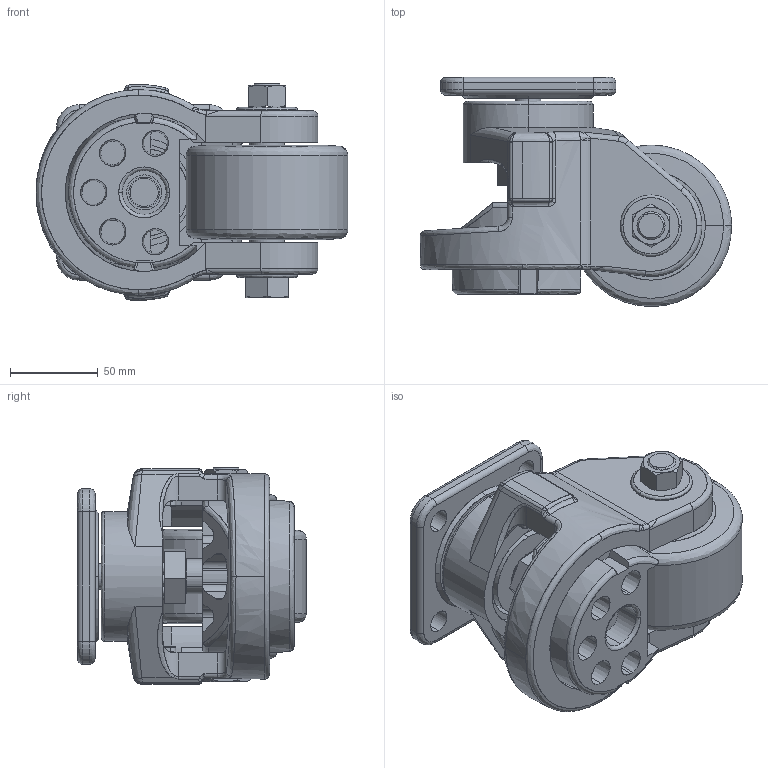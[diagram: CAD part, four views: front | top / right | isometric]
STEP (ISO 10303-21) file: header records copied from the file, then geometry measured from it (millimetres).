
FILE_DESCRIPTION (( 'STEP AP214' ), '1' );
FILE_NAME ('0016577_FSR-1800-3.STEP', '2017-01-06T08:01:51', ( '' ), ( '' ), 'SwSTEP 2.0', 'SolidWorks 2016', '' );
FILE_SCHEMA (( 'AUTOMOTIVE_DESIGN' ));
Length unit declared in the file: millimetre
Products named in the file (1): 0016577_FSR-1800-3
Bounding box: 177.5 x 130.5 x 123.5 mm (x, y, z)
Surface area: 160171.7 mm2 (no closed solid volume)
Topology: 0 solids, 397 shells, 413 faces, 2095 edges, 2061 vertices
Faces by surface type: bspline 135, cylinder 130, plane 97, cone 51
Entity records: 49507 total; most frequent: CARTESIAN_POINT 30403, DIRECTION 2593, ORIENTED_EDGE 2093, EDGE_CURVE 2077, VERTEX_POINT 2061, AXIS2_PLACEMENT_3D 942, VECTOR 709, LINE 709
